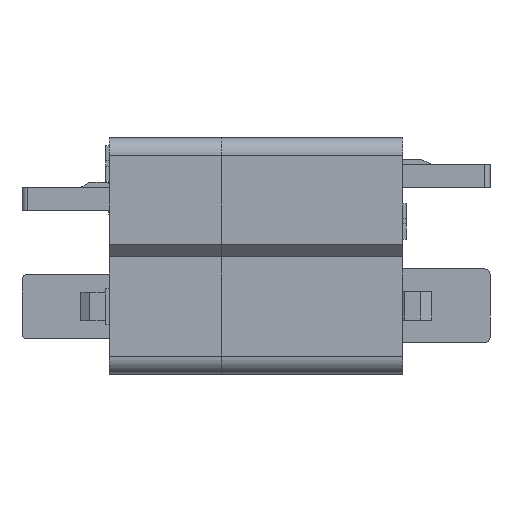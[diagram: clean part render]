
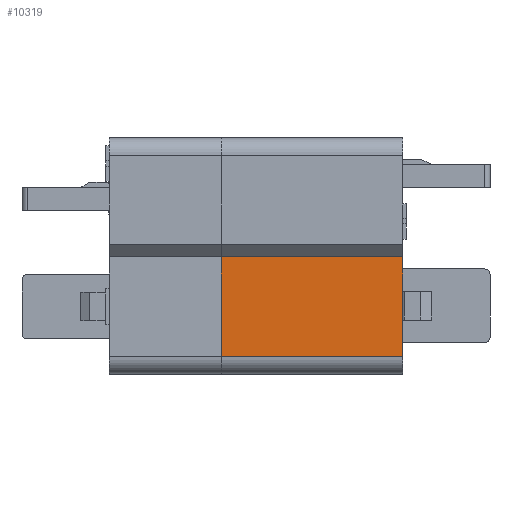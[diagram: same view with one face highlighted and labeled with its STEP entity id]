
A CAD part, left-side view. The second image highlights one B-rep face of the part: STEP entity #10319.
In plain terms, the highlighted planar face has unit normal (-1, 0, 0).
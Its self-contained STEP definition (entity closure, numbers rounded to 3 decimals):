
#182 = EDGE_CURVE ( 'NONE', #1125, #14293, #5595, .T. ) ;
#960 = DIRECTION ( 'NONE',  ( 1., 0., 0. ) ) ;
#1125 = VERTEX_POINT ( 'NONE', #12077 ) ;
#1181 = DIRECTION ( 'NONE',  ( 0., 0., -1. ) ) ;
#2338 = CARTESIAN_POINT ( 'NONE',  ( -3.15, -10.2, -0.7 ) ) ;
#2714 = CARTESIAN_POINT ( 'NONE',  ( -3.15, -10.2, -6.3 ) ) ;
#3175 = PLANE ( 'NONE',  #12845 ) ;
#3551 = EDGE_CURVE ( 'NONE', #7703, #14293, #6988, .T. ) ;
#3738 = VECTOR ( 'NONE', #12487, 1000. ) ;
#4592 = CARTESIAN_POINT ( 'NONE',  ( -3.15, -10.2, -0.7 ) ) ;
#4630 = VERTEX_POINT ( 'NONE', #11159 ) ;
#5394 = EDGE_LOOP ( 'NONE', ( #6042, #7810, #12775, #11937 ) ) ;
#5595 = LINE ( 'NONE', #2714, #11263 ) ;
#6042 = ORIENTED_EDGE ( 'NONE', *, *, #3551, .T. ) ;
#6988 = LINE ( 'NONE', #13557, #12650 ) ;
#7703 = VERTEX_POINT ( 'NONE', #13397 ) ;
#7713 = CARTESIAN_POINT ( 'NONE',  ( -3.15, -10.2, -0.7 ) ) ;
#7810 = ORIENTED_EDGE ( 'NONE', *, *, #182, .F. ) ;
#8734 = CARTESIAN_POINT ( 'NONE',  ( -3.15, 0., -6.3 ) ) ;
#8855 = DIRECTION ( 'NONE',  ( 0., 0., 1. ) ) ;
#9345 = EDGE_CURVE ( 'NONE', #4630, #7703, #12391, .T. ) ;
#9530 = DIRECTION ( 'NONE',  ( 0., 1., 0. ) ) ;
#10319 = ADVANCED_FACE ( 'NONE', ( #13733 ), #3175, .F. ) ;
#10599 = LINE ( 'NONE', #2338, #13240 ) ;
#11159 = CARTESIAN_POINT ( 'NONE',  ( -3.15, -10.2, -0.7 ) ) ;
#11263 = VECTOR ( 'NONE', #9530, 1000. ) ;
#11937 = ORIENTED_EDGE ( 'NONE', *, *, #9345, .T. ) ;
#12077 = CARTESIAN_POINT ( 'NONE',  ( -3.15, -10.2, -6.3 ) ) ;
#12391 = LINE ( 'NONE', #4592, #3738 ) ;
#12399 = DIRECTION ( 'NONE',  ( 0., 0., -1. ) ) ;
#12487 = DIRECTION ( 'NONE',  ( 0., 1., 0. ) ) ;
#12650 = VECTOR ( 'NONE', #12399, 1000. ) ;
#12775 = ORIENTED_EDGE ( 'NONE', *, *, #13318, .F. ) ;
#12845 = AXIS2_PLACEMENT_3D ( 'NONE', #7713, #960, #8855 ) ;
#13240 = VECTOR ( 'NONE', #1181, 1000. ) ;
#13318 = EDGE_CURVE ( 'NONE', #4630, #1125, #10599, .T. ) ;
#13397 = CARTESIAN_POINT ( 'NONE',  ( -3.15, 0., -0.7 ) ) ;
#13557 = CARTESIAN_POINT ( 'NONE',  ( -3.15, 0., -0.7 ) ) ;
#13733 = FACE_OUTER_BOUND ( 'NONE', #5394, .T. ) ;
#14293 = VERTEX_POINT ( 'NONE', #8734 ) ;
